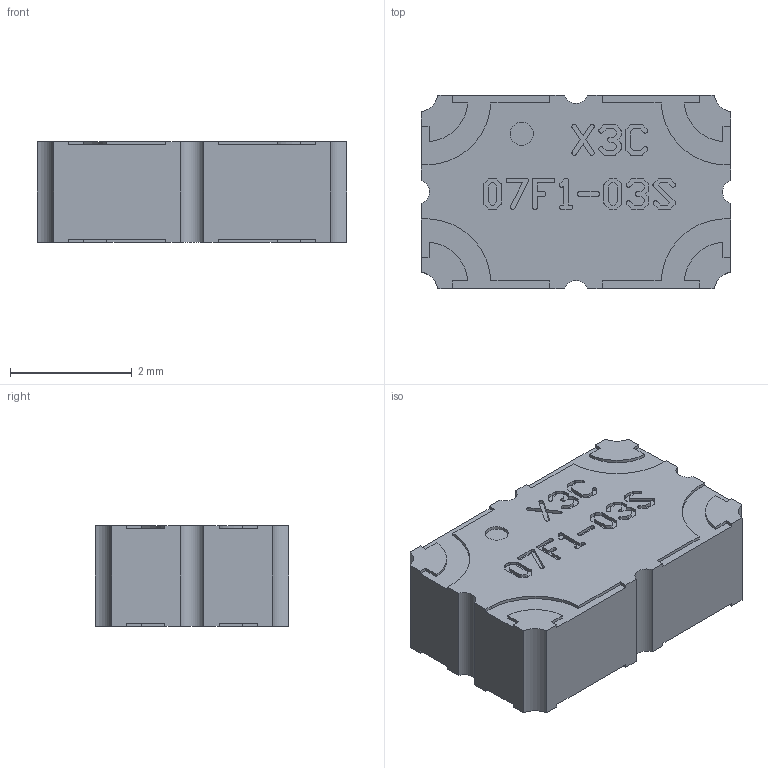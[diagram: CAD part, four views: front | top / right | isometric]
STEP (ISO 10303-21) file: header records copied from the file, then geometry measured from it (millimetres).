
FILE_DESCRIPTION (( 'STEP AP203' ), '1' );
FILE_NAME ('X3C07F1-03S.STEP', '2024-08-05T11:19:08', ( '' ), ( '' ), 'SwSTEP 2.0', 'SolidWorks 2023', '' );
FILE_SCHEMA (( 'CONFIG_CONTROL_DESIGN' ));
Length unit declared in the file: inch
Products named in the file (1): X3C07F1-03S
Bounding box: 5.08 x 3.17 x 1.65 mm (x, y, z)
Volume: 25.6 mm3; surface area: 61 mm2
Topology: 1 solids, 1 shells, 390 faces, 1119 edges, 746 vertices
Faces by surface type: plane 266, cylinder 124
Entity records: 12810 total; most frequent: CARTESIAN_POINT 2256, ORIENTED_EDGE 2238, DIRECTION 2149, EDGE_CURVE 1119, VECTOR 871, LINE 871, VERTEX_POINT 746, AXIS2_PLACEMENT_3D 639
